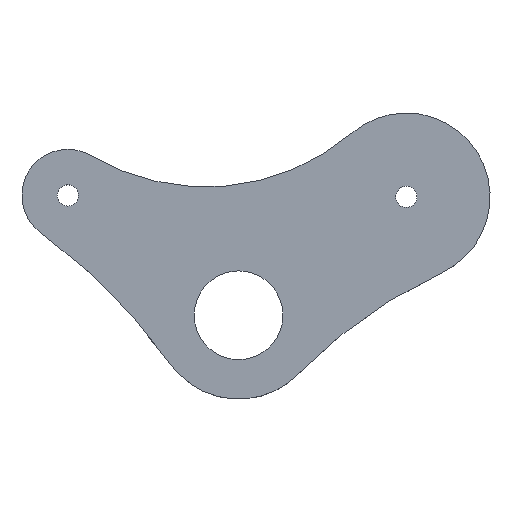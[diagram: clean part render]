
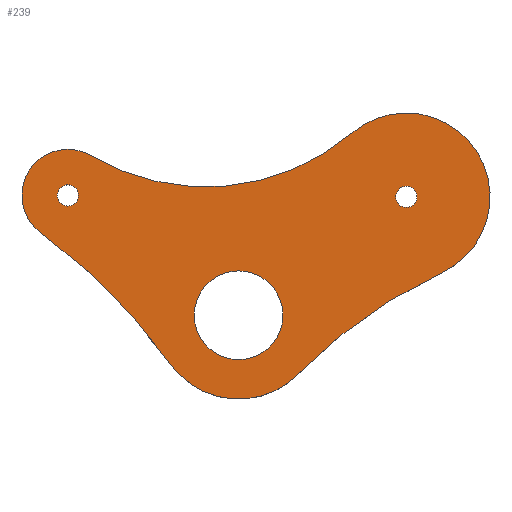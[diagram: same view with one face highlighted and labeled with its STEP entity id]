
A CAD part, top view. The second image highlights one B-rep face of the part: STEP entity #239.
In plain terms, the highlighted planar face has unit normal (0, 0, 1).
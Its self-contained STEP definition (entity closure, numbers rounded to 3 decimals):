
#17=FACE_BOUND('',#46,.T.);
#18=FACE_BOUND('',#47,.T.);
#19=FACE_BOUND('',#48,.T.);
#24=PLANE('',#272);
#29=FACE_OUTER_BOUND('',#45,.T.);
#45=EDGE_LOOP('',(#168,#169,#170,#171,#172,#173));
#46=EDGE_LOOP('',(#174));
#47=EDGE_LOOP('',(#175));
#48=EDGE_LOOP('',(#176));
#83=CIRCLE('',#265,9.);
#88=CIRCLE('',#273,17.);
#89=CIRCLE('',#274,97.518);
#90=CIRCLE('',#275,17.);
#91=CIRCLE('',#276,45.634);
#92=CIRCLE('',#277,9.35);
#93=CIRCLE('',#278,120.244);
#94=CIRCLE('',#279,2.15);
#95=CIRCLE('',#280,2.15);
#105=VERTEX_POINT('',#387);
#110=VERTEX_POINT('',#401);
#111=VERTEX_POINT('',#402);
#112=VERTEX_POINT('',#404);
#113=VERTEX_POINT('',#406);
#114=VERTEX_POINT('',#408);
#115=VERTEX_POINT('',#410);
#116=VERTEX_POINT('',#413);
#117=VERTEX_POINT('',#415);
#127=EDGE_CURVE('',#105,#105,#83,.T.);
#133=EDGE_CURVE('',#110,#111,#88,.T.);
#134=EDGE_CURVE('',#111,#112,#89,.T.);
#135=EDGE_CURVE('',#112,#113,#90,.T.);
#136=EDGE_CURVE('',#113,#114,#91,.T.);
#137=EDGE_CURVE('',#114,#115,#92,.T.);
#138=EDGE_CURVE('',#115,#110,#93,.T.);
#139=EDGE_CURVE('',#116,#116,#94,.T.);
#140=EDGE_CURVE('',#117,#117,#95,.T.);
#168=ORIENTED_EDGE('',*,*,#133,.T.);
#169=ORIENTED_EDGE('',*,*,#134,.T.);
#170=ORIENTED_EDGE('',*,*,#135,.T.);
#171=ORIENTED_EDGE('',*,*,#136,.T.);
#172=ORIENTED_EDGE('',*,*,#137,.T.);
#173=ORIENTED_EDGE('',*,*,#138,.T.);
#174=ORIENTED_EDGE('',*,*,#127,.T.);
#175=ORIENTED_EDGE('',*,*,#139,.T.);
#176=ORIENTED_EDGE('',*,*,#140,.T.);
#239=ADVANCED_FACE('',(#29,#17,#18,#19),#24,.T.);
#265=AXIS2_PLACEMENT_3D('',#388,#304,#305);
#272=AXIS2_PLACEMENT_3D('',#400,#319,#320);
#273=AXIS2_PLACEMENT_3D('',#403,#321,#322);
#274=AXIS2_PLACEMENT_3D('',#405,#323,#324);
#275=AXIS2_PLACEMENT_3D('',#407,#325,#326);
#276=AXIS2_PLACEMENT_3D('',#409,#327,#328);
#277=AXIS2_PLACEMENT_3D('',#411,#329,#330);
#278=AXIS2_PLACEMENT_3D('',#412,#331,#332);
#279=AXIS2_PLACEMENT_3D('',#414,#333,#334);
#280=AXIS2_PLACEMENT_3D('',#416,#335,#336);
#304=DIRECTION('center_axis',(0.,0.,-1.));
#305=DIRECTION('ref_axis',(-1.,0.,0.));
#319=DIRECTION('center_axis',(0.,0.,1.));
#320=DIRECTION('ref_axis',(1.,0.,0.));
#321=DIRECTION('center_axis',(0.,0.,1.));
#322=DIRECTION('ref_axis',(-0.813,-0.583,0.));
#323=DIRECTION('center_axis',(0.,0.,-1.));
#324=DIRECTION('ref_axis',(0.419,-0.908,0.));
#325=DIRECTION('center_axis',(0.,0.,1.));
#326=DIRECTION('ref_axis',(0.419,-0.908,0.));
#327=DIRECTION('center_axis',(0.,0.,-1.));
#328=DIRECTION('ref_axis',(0.508,0.861,0.));
#329=DIRECTION('center_axis',(0.,0.,1.));
#330=DIRECTION('ref_axis',(0.508,0.861,0.));
#331=DIRECTION('center_axis',(0.,0.,-1.));
#332=DIRECTION('ref_axis',(-0.813,-0.583,0.));
#333=DIRECTION('center_axis',(0.,0.,-1.));
#334=DIRECTION('ref_axis',(-1.,0.,0.));
#335=DIRECTION('center_axis',(0.,0.,-1.));
#336=DIRECTION('ref_axis',(-1.,0.,0.));
#387=CARTESIAN_POINT('',(9.,0.,6.));
#388=CARTESIAN_POINT('Origin',(0.,0.,6.));
#400=CARTESIAN_POINT('Origin',(4.329,15.519,6.));
#401=CARTESIAN_POINT('',(-13.813,-9.909,6.));
#402=CARTESIAN_POINT('',(12.164,-11.876,6.));
#403=CARTESIAN_POINT('Origin',(0.,0.,6.));
#404=CARTESIAN_POINT('',(41.117,8.561,6.));
#405=CARTESIAN_POINT('Origin',(81.941,-80.,6.));
#406=CARTESIAN_POINT('',(22.967,36.933,6.));
#407=CARTESIAN_POINT('Origin',(34.,24.,6.));
#408=CARTESIAN_POINT('',(-29.847,32.352,6.));
#409=CARTESIAN_POINT('Origin',(-6.65,71.65,6.));
#410=CARTESIAN_POINT('',(-40.149,16.775,6.));
#411=CARTESIAN_POINT('Origin',(-34.6,24.3,6.));
#412=CARTESIAN_POINT('Origin',(-111.517,-80.,6.));
#413=CARTESIAN_POINT('',(-32.45,24.3,6.));
#414=CARTESIAN_POINT('Origin',(-34.6,24.3,6.));
#415=CARTESIAN_POINT('',(36.15,24.,6.));
#416=CARTESIAN_POINT('Origin',(34.,24.,6.));
